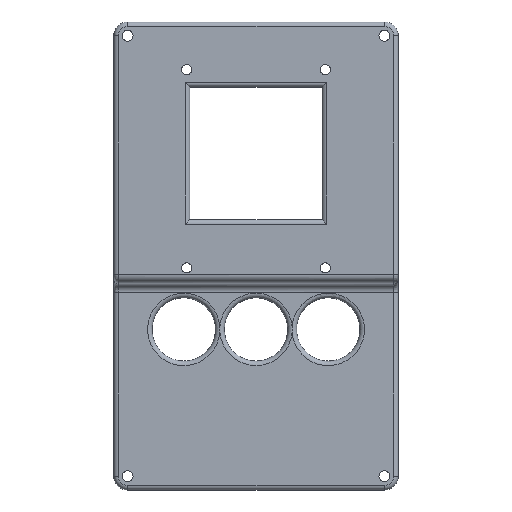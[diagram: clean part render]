
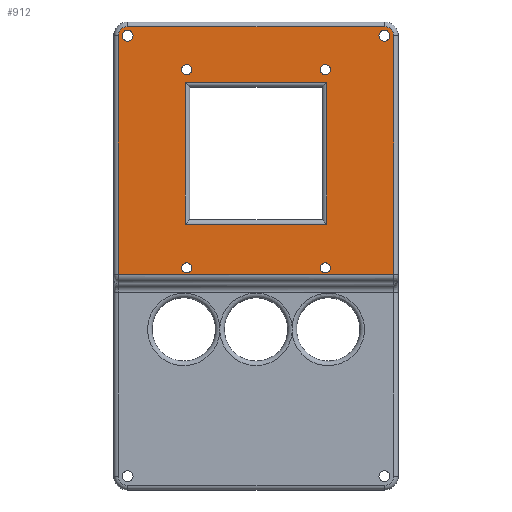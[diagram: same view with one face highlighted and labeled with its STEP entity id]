
A CAD part, top view. The second image highlights one B-rep face of the part: STEP entity #912.
In plain terms, the highlighted planar face has unit normal (0, 0, 1).
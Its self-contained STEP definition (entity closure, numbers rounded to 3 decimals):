
#25=FACE_BOUND('',#284,.T.);
#26=FACE_BOUND('',#285,.T.);
#27=FACE_BOUND('',#286,.T.);
#28=FACE_BOUND('',#287,.T.);
#29=FACE_BOUND('',#288,.T.);
#30=FACE_BOUND('',#289,.T.);
#31=FACE_BOUND('',#290,.T.);
#48=PLANE('',#1002);
#68=LINE('',#1445,#133);
#70=LINE('',#1453,#135);
#72=LINE('',#1459,#137);
#75=LINE('',#1465,#140);
#81=LINE('',#1479,#146);
#82=LINE('',#1481,#147);
#83=LINE('',#1483,#148);
#84=LINE('',#1487,#149);
#133=VECTOR('',#1140,10.);
#135=VECTOR('',#1148,10.);
#137=VECTOR('',#1154,10.);
#140=VECTOR('',#1161,10.);
#146=VECTOR('',#1173,10.);
#147=VECTOR('',#1174,10.);
#148=VECTOR('',#1175,10.);
#149=VECTOR('',#1178,10.);
#229=FACE_OUTER_BOUND('',#283,.T.);
#283=EDGE_LOOP('',(#701,#702,#703,#704,#705,#706));
#284=EDGE_LOOP('',(#707));
#285=EDGE_LOOP('',(#708));
#286=EDGE_LOOP('',(#709));
#287=EDGE_LOOP('',(#710));
#288=EDGE_LOOP('',(#711));
#289=EDGE_LOOP('',(#712));
#290=EDGE_LOOP('',(#713,#714,#715,#716));
#362=CIRCLE('',#1003,2.);
#363=CIRCLE('',#1004,2.);
#364=CIRCLE('',#1005,1.1);
#365=CIRCLE('',#1006,1.1);
#366=CIRCLE('',#1007,1.1);
#367=CIRCLE('',#1008,1.1);
#368=CIRCLE('',#1009,1.2);
#369=CIRCLE('',#1010,1.2);
#430=VERTEX_POINT('',#1443);
#431=VERTEX_POINT('',#1444);
#434=VERTEX_POINT('',#1452);
#436=VERTEX_POINT('',#1458);
#441=VERTEX_POINT('',#1477);
#442=VERTEX_POINT('',#1478);
#443=VERTEX_POINT('',#1480);
#444=VERTEX_POINT('',#1482);
#445=VERTEX_POINT('',#1484);
#446=VERTEX_POINT('',#1486);
#447=VERTEX_POINT('',#1489);
#448=VERTEX_POINT('',#1491);
#449=VERTEX_POINT('',#1493);
#450=VERTEX_POINT('',#1495);
#451=VERTEX_POINT('',#1497);
#452=VERTEX_POINT('',#1499);
#522=EDGE_CURVE('',#430,#431,#68,.T.);
#526=EDGE_CURVE('',#431,#434,#70,.T.);
#529=EDGE_CURVE('',#434,#436,#72,.T.);
#533=EDGE_CURVE('',#436,#430,#75,.T.);
#539=EDGE_CURVE('',#441,#442,#81,.T.);
#540=EDGE_CURVE('',#443,#441,#82,.T.);
#541=EDGE_CURVE('',#444,#443,#83,.T.);
#542=EDGE_CURVE('',#445,#444,#362,.T.);
#543=EDGE_CURVE('',#446,#445,#84,.T.);
#544=EDGE_CURVE('',#442,#446,#363,.T.);
#545=EDGE_CURVE('',#447,#447,#364,.T.);
#546=EDGE_CURVE('',#448,#448,#365,.T.);
#547=EDGE_CURVE('',#449,#449,#366,.T.);
#548=EDGE_CURVE('',#450,#450,#367,.T.);
#549=EDGE_CURVE('',#451,#451,#368,.T.);
#550=EDGE_CURVE('',#452,#452,#369,.T.);
#701=ORIENTED_EDGE('',*,*,#539,.F.);
#702=ORIENTED_EDGE('',*,*,#540,.F.);
#703=ORIENTED_EDGE('',*,*,#541,.F.);
#704=ORIENTED_EDGE('',*,*,#542,.F.);
#705=ORIENTED_EDGE('',*,*,#543,.F.);
#706=ORIENTED_EDGE('',*,*,#544,.F.);
#707=ORIENTED_EDGE('',*,*,#545,.T.);
#708=ORIENTED_EDGE('',*,*,#546,.T.);
#709=ORIENTED_EDGE('',*,*,#547,.T.);
#710=ORIENTED_EDGE('',*,*,#548,.T.);
#711=ORIENTED_EDGE('',*,*,#549,.T.);
#712=ORIENTED_EDGE('',*,*,#550,.T.);
#713=ORIENTED_EDGE('',*,*,#522,.F.);
#714=ORIENTED_EDGE('',*,*,#533,.F.);
#715=ORIENTED_EDGE('',*,*,#529,.F.);
#716=ORIENTED_EDGE('',*,*,#526,.F.);
#912=ADVANCED_FACE('',(#229,#25,#26,#27,#28,#29,#30,#31),#48,.T.);
#1002=AXIS2_PLACEMENT_3D('',#1476,#1171,#1172);
#1003=AXIS2_PLACEMENT_3D('',#1485,#1176,#1177);
#1004=AXIS2_PLACEMENT_3D('',#1488,#1179,#1180);
#1005=AXIS2_PLACEMENT_3D('',#1490,#1181,#1182);
#1006=AXIS2_PLACEMENT_3D('',#1492,#1183,#1184);
#1007=AXIS2_PLACEMENT_3D('',#1494,#1185,#1186);
#1008=AXIS2_PLACEMENT_3D('',#1496,#1187,#1188);
#1009=AXIS2_PLACEMENT_3D('',#1498,#1189,#1190);
#1010=AXIS2_PLACEMENT_3D('',#1500,#1191,#1192);
#1140=DIRECTION('',(0.,1.,0.));
#1148=DIRECTION('',(-1.,0.,0.));
#1154=DIRECTION('',(0.,-1.,0.));
#1161=DIRECTION('',(1.,0.,0.));
#1171=DIRECTION('center_axis',(0.,0.,1.));
#1172=DIRECTION('ref_axis',(1.,0.,0.));
#1173=DIRECTION('',(0.,1.,0.));
#1174=DIRECTION('',(-1.,0.,0.));
#1175=DIRECTION('',(0.,-1.,0.));
#1176=DIRECTION('center_axis',(0.,0.,-1.));
#1177=DIRECTION('ref_axis',(0.707,0.707,0.));
#1178=DIRECTION('',(1.,0.,0.));
#1179=DIRECTION('center_axis',(0.,0.,-1.));
#1180=DIRECTION('ref_axis',(-0.707,0.707,0.));
#1181=DIRECTION('center_axis',(0.,0.,-1.));
#1182=DIRECTION('ref_axis',(1.,0.,0.));
#1183=DIRECTION('center_axis',(0.,0.,-1.));
#1184=DIRECTION('ref_axis',(1.,0.,0.));
#1185=DIRECTION('center_axis',(0.,0.,-1.));
#1186=DIRECTION('ref_axis',(1.,0.,0.));
#1187=DIRECTION('center_axis',(0.,0.,-1.));
#1188=DIRECTION('ref_axis',(1.,0.,0.));
#1189=DIRECTION('center_axis',(0.,0.,-1.));
#1190=DIRECTION('ref_axis',(1.,0.,0.));
#1191=DIRECTION('center_axis',(0.,0.,-1.));
#1192=DIRECTION('ref_axis',(1.,0.,0.));
#1443=CARTESIAN_POINT('',(46.43,57.94,10.5));
#1444=CARTESIAN_POINT('',(46.43,88.8,10.5));
#1445=CARTESIAN_POINT('',(46.43,80.15,10.5));
#1452=CARTESIAN_POINT('',(15.57,88.8,10.5));
#1453=CARTESIAN_POINT('',(23.785,88.8,10.5));
#1458=CARTESIAN_POINT('',(15.57,57.94,10.5));
#1459=CARTESIAN_POINT('',(15.57,65.72,10.5));
#1465=CARTESIAN_POINT('',(38.215,57.94,10.5));
#1476=CARTESIAN_POINT('Origin',(31.,72.5,10.5));
#1477=CARTESIAN_POINT('',(1.,47.,10.5));
#1478=CARTESIAN_POINT('',(1.,99.,10.5));
#1479=CARTESIAN_POINT('',(1.,87.25,10.5));
#1480=CARTESIAN_POINT('',(61.,47.,10.5));
#1481=CARTESIAN_POINT('',(62.,47.,10.5));
#1482=CARTESIAN_POINT('',(61.,99.,10.5));
#1483=CARTESIAN_POINT('',(61.,36.25,10.5));
#1484=CARTESIAN_POINT('',(59.,101.,10.5));
#1485=CARTESIAN_POINT('Origin',(59.,99.,10.5));
#1486=CARTESIAN_POINT('',(3.,101.,10.5));
#1487=CARTESIAN_POINT('',(46.5,101.,10.5));
#1488=CARTESIAN_POINT('Origin',(3.,99.,10.5));
#1489=CARTESIAN_POINT('',(14.8,91.6,10.5));
#1490=CARTESIAN_POINT('Origin',(15.9,91.6,10.5));
#1491=CARTESIAN_POINT('',(14.8,48.4,10.5));
#1492=CARTESIAN_POINT('Origin',(15.9,48.4,10.5));
#1493=CARTESIAN_POINT('',(45.,48.4,10.5));
#1494=CARTESIAN_POINT('Origin',(46.1,48.4,10.5));
#1495=CARTESIAN_POINT('',(45.,91.6,10.5));
#1496=CARTESIAN_POINT('Origin',(46.1,91.6,10.5));
#1497=CARTESIAN_POINT('',(57.8,99.,10.5));
#1498=CARTESIAN_POINT('Origin',(59.,99.,10.5));
#1499=CARTESIAN_POINT('',(1.8,99.,10.5));
#1500=CARTESIAN_POINT('Origin',(3.,99.,10.5));
